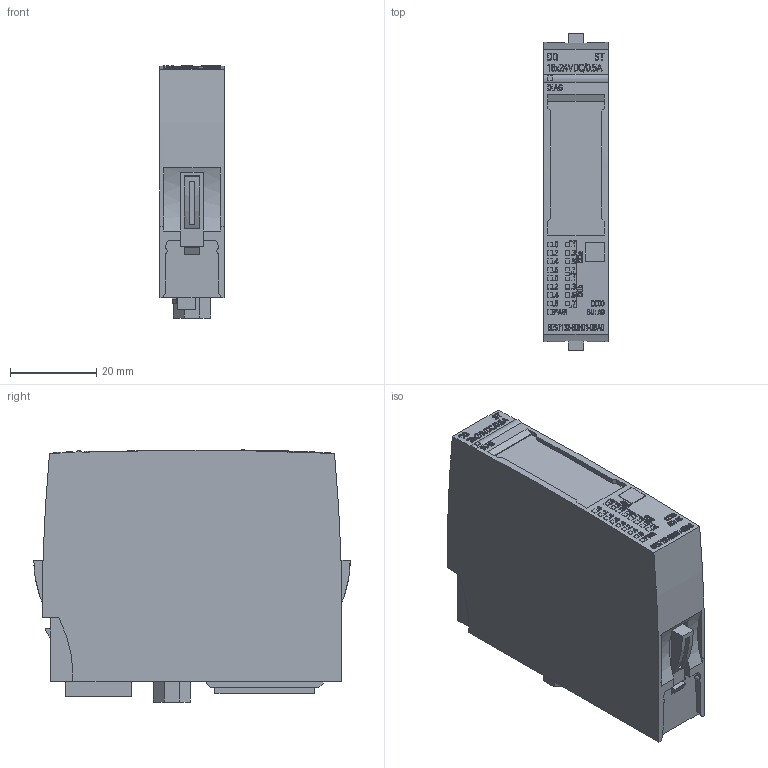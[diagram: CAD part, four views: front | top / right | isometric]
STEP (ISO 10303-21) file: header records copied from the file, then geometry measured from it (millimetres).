
FILE_DESCRIPTION(/* description */ (''),/* implementation_level */ '2;1');
FILE_NAME(/* name */ '6ES7132-6BH01-0BA0_3d.stp',/* time_stamp */ '2019-05-23T07:38:48+02:00',/* author */ (''),/* organization */ (''),/* preprocessor_version */ 'ST-DEVELOPER v16.7',/* originating_system */ 'SIEMENS PLM Software NX 12.0',/* authorisation */ '');
FILE_SCHEMA (('AUTOMOTIVE_DESIGN { 1 0 10303 214 3 1 1 1 }'));
Products named in the file (3): A5E43148167A_001; A5E43267819A_001; A5E43267769A_002
Assembly tree (2 placements, depth 2):
  A5E43267769A_002
    A5E43267819A_001
    A5E43148167A_001
Bounding box: 15 x 73.2 x 58.34 mm (x, y, z)
Volume: 52705.1 mm3; surface area: 14281.7 mm2
Topology: 94 solids, 94 shells, 1571 faces, 3855 edges, 2570 vertices
Faces by surface type: plane 1069, extrusion 294, cylinder 208
Full cylindrical faces by diameter (mm): 3 x3
Entity records: 72210 total; most frequent: CARTESIAN_POINT 24574, ORIENTED_EDGE 7698, DIRECTION 6821, EDGE_CURVE 3849, VECTOR 2845, VERTEX_POINT 2570, LINE 2551, AXIS2_PLACEMENT_3D 1988
